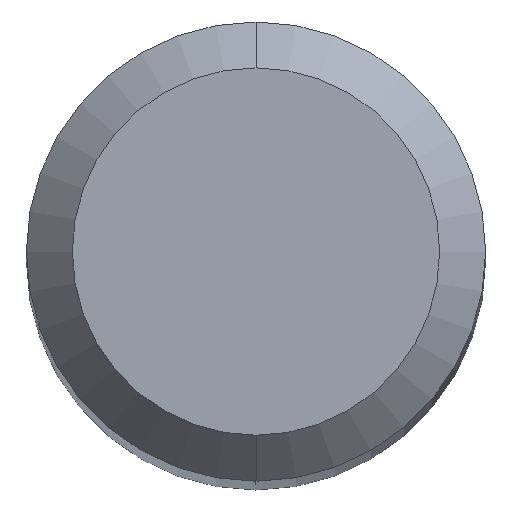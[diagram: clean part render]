
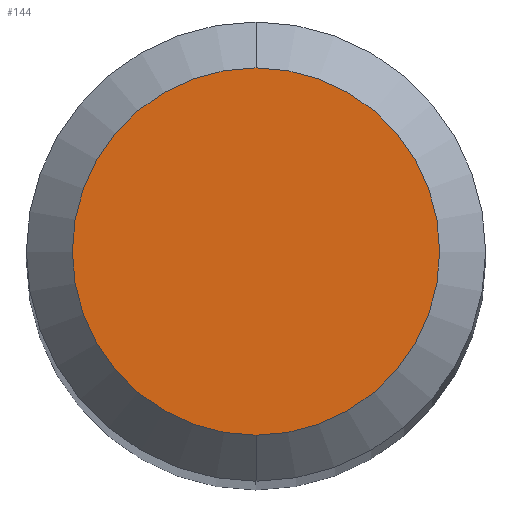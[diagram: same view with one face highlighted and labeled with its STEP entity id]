
A CAD part, top view. The second image highlights one B-rep face of the part: STEP entity #144.
In plain terms, the highlighted planar face has unit normal (0, 0, 1).
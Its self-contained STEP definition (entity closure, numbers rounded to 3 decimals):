
#12 = EDGE_CURVE ( 'NONE', #353, #242, #431, .T. ) ;
#35 = AXIS2_PLACEMENT_3D ( 'NONE', #79, #88, #184 ) ;
#37 = DIRECTION ( 'NONE',  ( 0., 1., 0. ) ) ;
#41 = EDGE_LOOP ( 'NONE', ( #196, #180 ) ) ;
#49 = EDGE_CURVE ( 'NONE', #242, #353, #289, .T. ) ;
#59 = DIRECTION ( 'NONE',  ( 0., 1., 0. ) ) ;
#79 = CARTESIAN_POINT ( 'NONE',  ( 0., 0., 38. ) ) ;
#88 = DIRECTION ( 'NONE',  ( 0., 0., -1. ) ) ;
#119 = CARTESIAN_POINT ( 'NONE',  ( 0., 0., 38. ) ) ;
#122 = AXIS2_PLACEMENT_3D ( 'NONE', #119, #379, #37 ) ;
#144 = ADVANCED_FACE ( 'NONE', ( #437 ), #175, .F. ) ;
#164 = CARTESIAN_POINT ( 'NONE',  ( 0., 1.2, 38. ) ) ;
#175 = PLANE ( 'NONE',  #35 ) ;
#180 = ORIENTED_EDGE ( 'NONE', *, *, #49, .F. ) ;
#184 = DIRECTION ( 'NONE',  ( 0., 1., 0. ) ) ;
#196 = ORIENTED_EDGE ( 'NONE', *, *, #12, .F. ) ;
#214 = CARTESIAN_POINT ( 'NONE',  ( 0., -1.2, 38. ) ) ;
#242 = VERTEX_POINT ( 'NONE', #214 ) ;
#289 = CIRCLE ( 'NONE', #298, 1.2 ) ;
#298 = AXIS2_PLACEMENT_3D ( 'NONE', #372, #424, #59 ) ;
#353 = VERTEX_POINT ( 'NONE', #164 ) ;
#372 = CARTESIAN_POINT ( 'NONE',  ( 0., 0., 38. ) ) ;
#379 = DIRECTION ( 'NONE',  ( 0., 0., -1. ) ) ;
#424 = DIRECTION ( 'NONE',  ( 0., 0., -1. ) ) ;
#431 = CIRCLE ( 'NONE', #122, 1.2 ) ;
#437 = FACE_OUTER_BOUND ( 'NONE', #41, .T. ) ;
